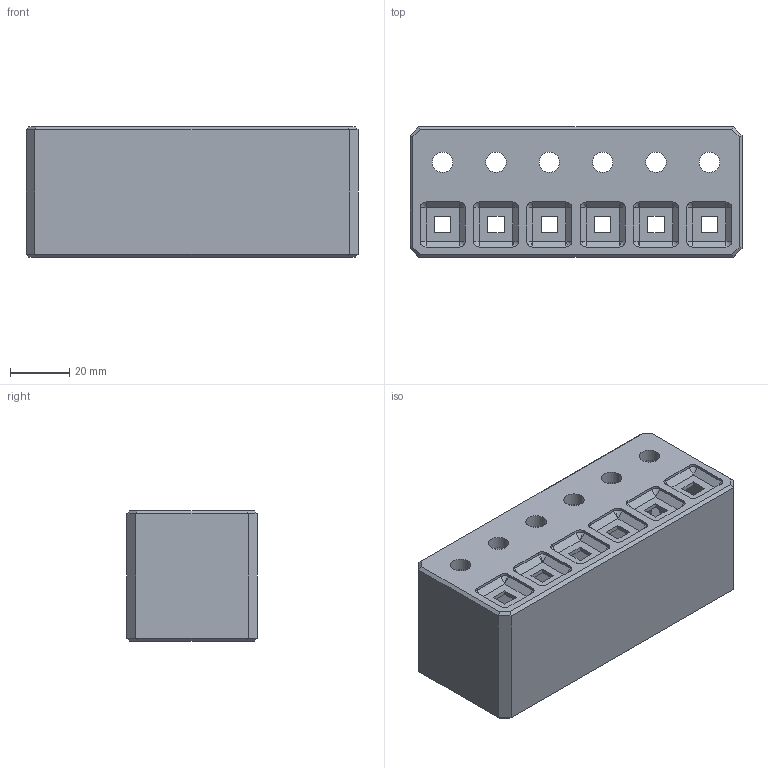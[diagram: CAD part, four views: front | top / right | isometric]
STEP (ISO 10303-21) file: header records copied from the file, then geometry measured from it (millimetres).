
FILE_DESCRIPTION(/* description */ (''),/* implementation_level */ '2;1');
FILE_NAME(/* name */ 'Deej oxivanisher remix v3.step',/* time_stamp */ '2021-07-03T19:35:58+02:00',/* author */ (''),/* organization */ (''),/* preprocessor_version */ 'ST-DEVELOPER v18.1',/* originating_system */ 'Autodesk Translation Framework v10.9.0.1377',/* authorisation */ '');
FILE_SCHEMA (('AUTOMOTIVE_DESIGN { 1 0 10303 214 3 1 1 }'));
Length unit declared in the file: millimetre
Products named in the file (1): Deej oxivanisher remix
Bounding box: 112 x 44 x 44 mm (x, y, z)
Volume: 42193.8 mm3; surface area: 36216.6 mm2
Topology: 1 solids, 1 shells, 223 faces, 560 edges, 328 vertices
Faces by surface type: plane 165, cylinder 34, cone 24
Full cylindrical faces by diameter (mm): 3 x4, 6.9 x6
Entity records: 6391 total; most frequent: CARTESIAN_POINT 1088, ORIENTED_EDGE 1072, DIRECTION 1052, EDGE_CURVE 536, LINE 468, VECTOR 468, VERTEX_POINT 328, AXIS2_PLACEMENT_3D 292
